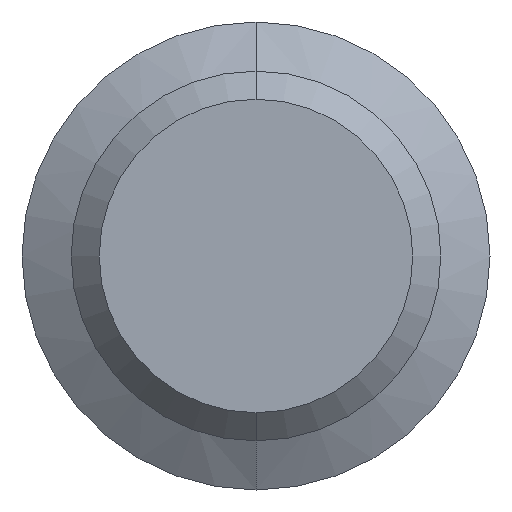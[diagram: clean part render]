
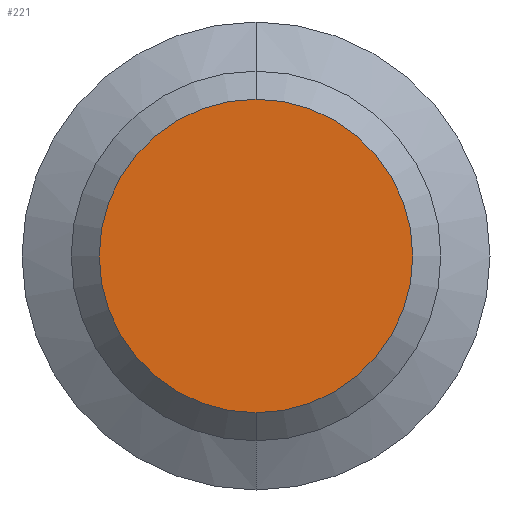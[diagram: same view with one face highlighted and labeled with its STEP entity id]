
A CAD part, front view. The second image highlights one B-rep face of the part: STEP entity #221.
In plain terms, the highlighted planar face has unit normal (0, -1, 0).
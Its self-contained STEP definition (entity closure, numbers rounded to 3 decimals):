
#216 = ORIENTED_EDGE ( 'NONE', *, *, #241, .T. ) ;
#221 = ADVANCED_FACE ( 'NONE', ( #456 ), #518, .T. ) ;
#223 = EDGE_LOOP ( 'NONE', ( #216, #243 ) ) ;
#241 = EDGE_CURVE ( 'NONE', #276, #278, #527, .T. ) ;
#243 = ORIENTED_EDGE ( 'NONE', *, *, #277, .T. ) ;
#276 = VERTEX_POINT ( 'NONE', #568 ) ;
#277 = EDGE_CURVE ( 'NONE', #278, #276, #567, .T. ) ;
#278 = VERTEX_POINT ( 'NONE', #593 ) ;
#456 = FACE_OUTER_BOUND ( 'NONE', #223, .T. ) ;
#469 = AXIS2_PLACEMENT_3D ( 'NONE', #471, #470, #495 ) ;
#470 = DIRECTION ( 'NONE',  ( 0., -1., 0. ) ) ;
#471 = CARTESIAN_POINT ( 'NONE',  ( 1.675, 0., 0. ) ) ;
#495 = DIRECTION ( 'NONE',  ( 0., 0., -1. ) ) ;
#510 = CARTESIAN_POINT ( 'NONE',  ( 0., 0., 0. ) ) ;
#518 = PLANE ( 'NONE',  #469 ) ;
#524 = DIRECTION ( 'NONE',  ( 0., 0., -1. ) ) ;
#525 = DIRECTION ( 'NONE',  ( 0., -1., 0. ) ) ;
#526 = AXIS2_PLACEMENT_3D ( 'NONE', #510, #525, #524 ) ;
#527 = CIRCLE ( 'NONE', #526, 1.675 ) ;
#567 = CIRCLE ( 'NONE', #592, 1.675 ) ;
#568 = CARTESIAN_POINT ( 'NONE',  ( 0., 0., 1.675 ) ) ;
#590 = DIRECTION ( 'NONE',  ( 0., -1., 0. ) ) ;
#591 = CARTESIAN_POINT ( 'NONE',  ( 0., 0., 0. ) ) ;
#592 = AXIS2_PLACEMENT_3D ( 'NONE', #591, #590, #621 ) ;
#593 = CARTESIAN_POINT ( 'NONE',  ( 0., 0., -1.675 ) ) ;
#621 = DIRECTION ( 'NONE',  ( 0., 0., -1. ) ) ;
